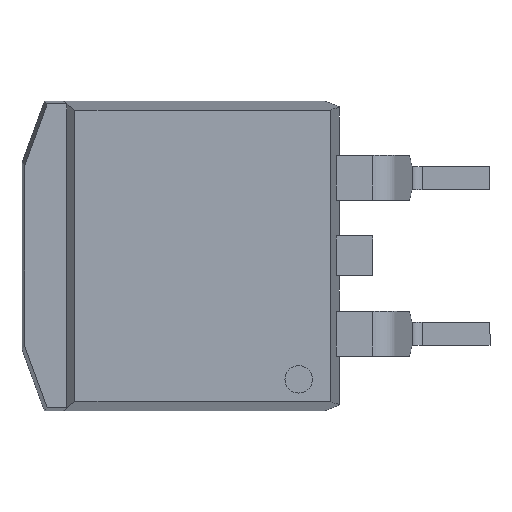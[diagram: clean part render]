
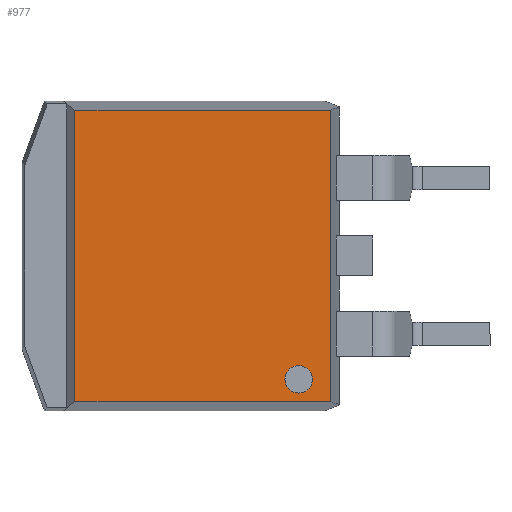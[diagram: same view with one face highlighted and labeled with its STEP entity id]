
A CAD part, top view. The second image highlights one B-rep face of the part: STEP entity #977.
In plain terms, the highlighted planar face has unit normal (0, 0, 1).
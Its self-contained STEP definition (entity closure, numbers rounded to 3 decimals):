
#135 = DIRECTION ( 'NONE',  ( 0., 1., 0. ) ) ;
#245 = CARTESIAN_POINT ( 'NONE',  ( 2.433, 4.752, 4.4 ) ) ;
#413 = DIRECTION ( 'NONE',  ( 0., -1., 0. ) ) ;
#490 = DIRECTION ( 'NONE',  ( 0., 1., 0. ) ) ;
#500 = LINE ( 'NONE', #4032, #1093 ) ;
#544 = VERTEX_POINT ( 'NONE', #5997 ) ;
#738 = VERTEX_POINT ( 'NONE', #245 ) ;
#788 = CARTESIAN_POINT ( 'NONE',  ( 2.715, -4.732, 4.4 ) ) ;
#831 = EDGE_CURVE ( 'NONE', #4491, #4111, #2203, .T. ) ;
#977 = ADVANCED_FACE ( 'NONE', ( #4387, #2899 ), #2397, .T. ) ;
#1049 = VERTEX_POINT ( 'NONE', #4053 ) ;
#1093 = VECTOR ( 'NONE', #413, 1000. ) ;
#1122 = CARTESIAN_POINT ( 'NONE',  ( 1.39, -3.571, 4.4 ) ) ;
#1180 = ORIENTED_EDGE ( 'NONE', *, *, #3769, .F. ) ;
#1361 = EDGE_LOOP ( 'NONE', ( #4474, #3390, #2177, #2427 ) ) ;
#1371 = VECTOR ( 'NONE', #2832, 1000. ) ;
#1639 = CARTESIAN_POINT ( 'NONE',  ( 1.39, -4.018, 4.4 ) ) ;
#1851 = CIRCLE ( 'NONE', #4695, 0.446 ) ;
#1933 = AXIS2_PLACEMENT_3D ( 'NONE', #4424, #2431, #490 ) ;
#1965 = EDGE_CURVE ( 'NONE', #1049, #5131, #1851, .T. ) ;
#2177 = ORIENTED_EDGE ( 'NONE', *, *, #2198, .T. ) ;
#2198 = EDGE_CURVE ( 'NONE', #738, #544, #3943, .T. ) ;
#2203 = LINE ( 'NONE', #788, #1371 ) ;
#2397 = PLANE ( 'NONE',  #1933 ) ;
#2427 = ORIENTED_EDGE ( 'NONE', *, *, #4704, .T. ) ;
#2431 = DIRECTION ( 'NONE',  ( 0., 0., 1. ) ) ;
#2662 = EDGE_CURVE ( 'NONE', #4491, #738, #2836, .T. ) ;
#2832 = DIRECTION ( 'NONE',  ( -1., 0., 0. ) ) ;
#2836 = LINE ( 'NONE', #3325, #2984 ) ;
#2899 = FACE_OUTER_BOUND ( 'NONE', #1361, .T. ) ;
#2984 = VECTOR ( 'NONE', #3826, 1000. ) ;
#3325 = CARTESIAN_POINT ( 'NONE',  ( 2.433, -5.04, 4.4 ) ) ;
#3390 = ORIENTED_EDGE ( 'NONE', *, *, #2662, .T. ) ;
#3409 = DIRECTION ( 'NONE',  ( -1., 0., 0. ) ) ;
#3567 = CARTESIAN_POINT ( 'NONE',  ( 2.433, -4.732, 4.4 ) ) ;
#3629 = DIRECTION ( 'NONE',  ( 0., 0., 1. ) ) ;
#3757 = VECTOR ( 'NONE', #3409, 1000. ) ;
#3769 = EDGE_CURVE ( 'NONE', #5131, #1049, #5471, .T. ) ;
#3772 = AXIS2_PLACEMENT_3D ( 'NONE', #1639, #3629, #135 ) ;
#3826 = DIRECTION ( 'NONE',  ( 0., 1., 0. ) ) ;
#3907 = CARTESIAN_POINT ( 'NONE',  ( 2.715, 4.752, 4.4 ) ) ;
#3943 = LINE ( 'NONE', #3907, #3757 ) ;
#4032 = CARTESIAN_POINT ( 'NONE',  ( -5.9, 5.06, 4.4 ) ) ;
#4053 = CARTESIAN_POINT ( 'NONE',  ( 1.39, -4.464, 4.4 ) ) ;
#4111 = VERTEX_POINT ( 'NONE', #4949 ) ;
#4387 = FACE_BOUND ( 'NONE', #5153, .T. ) ;
#4424 = CARTESIAN_POINT ( 'NONE',  ( -1.785, 0.01, 4.4 ) ) ;
#4448 = CARTESIAN_POINT ( 'NONE',  ( 1.39, -4.018, 4.4 ) ) ;
#4474 = ORIENTED_EDGE ( 'NONE', *, *, #831, .F. ) ;
#4491 = VERTEX_POINT ( 'NONE', #3567 ) ;
#4695 = AXIS2_PLACEMENT_3D ( 'NONE', #4448, #6445, #4981 ) ;
#4704 = EDGE_CURVE ( 'NONE', #544, #4111, #500, .T. ) ;
#4949 = CARTESIAN_POINT ( 'NONE',  ( -5.9, -4.732, 4.4 ) ) ;
#4981 = DIRECTION ( 'NONE',  ( 0., 1., 0. ) ) ;
#5131 = VERTEX_POINT ( 'NONE', #1122 ) ;
#5153 = EDGE_LOOP ( 'NONE', ( #1180, #6043 ) ) ;
#5471 = CIRCLE ( 'NONE', #3772, 0.446 ) ;
#5997 = CARTESIAN_POINT ( 'NONE',  ( -5.9, 4.752, 4.4 ) ) ;
#6043 = ORIENTED_EDGE ( 'NONE', *, *, #1965, .F. ) ;
#6445 = DIRECTION ( 'NONE',  ( 0., 0., 1. ) ) ;
